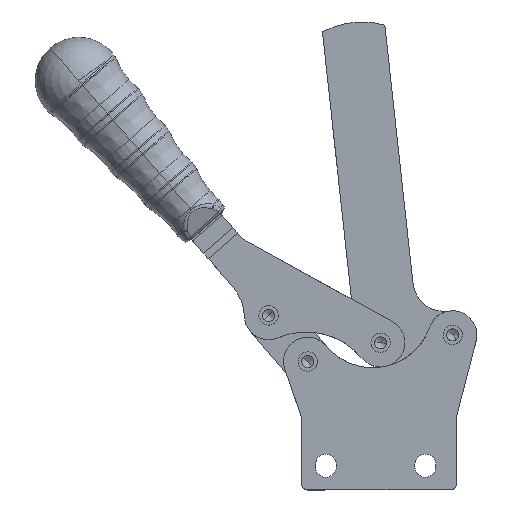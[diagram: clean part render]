
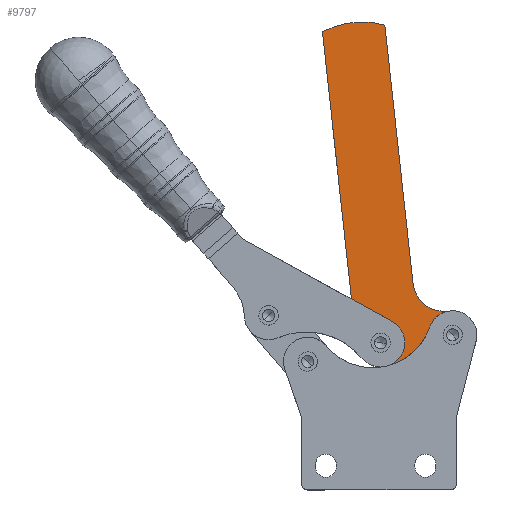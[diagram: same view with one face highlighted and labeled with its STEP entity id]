
A CAD part, top view. The second image highlights one B-rep face of the part: STEP entity #9797.
In plain terms, the highlighted planar face has unit normal (0, 0, 1).
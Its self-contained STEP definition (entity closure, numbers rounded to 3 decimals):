
#9254=CARTESIAN_POINT('',(65.814,51.139,-5.));
#9255=VERTEX_POINT('',#9254);
#9262=CARTESIAN_POINT('',(68.464,69.653,-5.));
#9263=VERTEX_POINT('',#9262);
#9264=CARTESIAN_POINT('',(63.632,60.898,-5.));
#9265=DIRECTION('',(0.,0.,-1.0));
#9266=DIRECTION('',(0.483,0.876,0.));
#9267=AXIS2_PLACEMENT_3D('',#9264,#9265,#9266);
#9268=CIRCLE('',#9267,10.);
#9269=EDGE_CURVE('',#9263,#9255,#9268,.T.);
#9555=CARTESIAN_POINT('',(51.604,78.958,-5.));
#9556=VERTEX_POINT('',#9555);
#9686=CARTESIAN_POINT('',(51.604,78.958,-5.));
#9687=DIRECTION('',(0.876,-0.483,0.));
#9688=VECTOR('',#9687,19.257);
#9689=LINE('',#9686,#9688);
#9690=EDGE_CURVE('',#9556,#9263,#9689,.T.);
#9730=CARTESIAN_POINT('',(76.232,92.953,-5.));
#9731=DIRECTION('',(0.0,0.0,1.0));
#9732=DIRECTION('',(0.994,0.108,0.0));
#9733=AXIS2_PLACEMENT_3D('',#9730,#9731,#9732);
#9734=PLANE('',#9733);
#9735=ORIENTED_EDGE('',*,*,#9690,.T.);
#9736=ORIENTED_EDGE('',*,*,#9269,.T.);
#9737=CARTESIAN_POINT('',(83.999,67.403,-5.));
#9738=VERTEX_POINT('',#9737);
#9739=CARTESIAN_POINT('',(60.359,75.537,-5.));
#9740=DIRECTION('',(0.,0.,1.0));
#9741=DIRECTION('',(-0.769,-0.64,0.));
#9742=AXIS2_PLACEMENT_3D('',#9739,#9740,#9741);
#9743=CIRCLE('',#9742,25.0);
#9744=EDGE_CURVE('',#9255,#9738,#9743,.T.);
#9745=ORIENTED_EDGE('',*,*,#9744,.T.);
#9746=CARTESIAN_POINT('',(92.371,74.091,-5.));
#9747=VERTEX_POINT('',#9746);
#9748=CARTESIAN_POINT('',(93.455,64.15,-5.));
#9749=DIRECTION('',(0.,0.,-1.));
#9750=DIRECTION('',(-0.968,0.25,0.));
#9751=AXIS2_PLACEMENT_3D('',#9748,#9749,#9750);
#9752=CIRCLE('',#9751,10.0);
#9753=EDGE_CURVE('',#9738,#9747,#9752,.T.);
#9754=ORIENTED_EDGE('',*,*,#9753,.T.);
#9755=CARTESIAN_POINT('',(91.377,73.983,-5.));
#9756=VERTEX_POINT('',#9755);
#9757=CARTESIAN_POINT('',(91.377,73.983,-5.));
#9758=DIRECTION('',(0.994,0.108,0.0));
#9759=VECTOR('',#9758,1.);
#9760=LINE('',#9757,#9759);
#9761=EDGE_CURVE('',#9756,#9747,#9760,.T.);
#9762=ORIENTED_EDGE('',*,*,#9761,.F.);
#9763=CARTESIAN_POINT('',(77.045,85.497,-5.));
#9764=VERTEX_POINT('',#9763);
#9765=CARTESIAN_POINT('',(89.968,86.906,-5.));
#9766=DIRECTION('',(0.,0.,1.0));
#9767=DIRECTION('',(-0.994,-0.108,0.));
#9768=AXIS2_PLACEMENT_3D('',#9765,#9766,#9767);
#9769=CIRCLE('',#9768,13.);
#9770=EDGE_CURVE('',#9764,#9756,#9769,.T.);
#9771=ORIENTED_EDGE('',*,*,#9770,.F.);
#9772=CARTESIAN_POINT('',(65.393,192.36,-5.));
#9773=VERTEX_POINT('',#9772);
#9774=CARTESIAN_POINT('',(65.393,192.36,-5.));
#9775=DIRECTION('',(0.108,-0.994,0.));
#9776=VECTOR('',#9775,107.496);
#9777=LINE('',#9774,#9776);
#9778=EDGE_CURVE('',#9773,#9764,#9777,.T.);
#9779=ORIENTED_EDGE('',*,*,#9778,.F.);
#9780=CARTESIAN_POINT('',(39.546,189.542,-5.));
#9781=VERTEX_POINT('',#9780);
#9782=CARTESIAN_POINT('',(55.992,158.646,-5.));
#9783=DIRECTION('',(0.,0.,1.));
#9784=DIRECTION('',(0.269,0.963,0.));
#9785=AXIS2_PLACEMENT_3D('',#9782,#9783,#9784);
#9786=CIRCLE('',#9785,35.0);
#9787=EDGE_CURVE('',#9773,#9781,#9786,.T.);
#9788=ORIENTED_EDGE('',*,*,#9787,.T.);
#9789=CARTESIAN_POINT('',(39.546,189.542,-5.));
#9790=DIRECTION('',(0.108,-0.994,0.));
#9791=VECTOR('',#9790,111.239);
#9792=LINE('',#9789,#9791);
#9793=EDGE_CURVE('',#9781,#9556,#9792,.T.);
#9794=ORIENTED_EDGE('',*,*,#9793,.T.);
#9795=EDGE_LOOP('',(#9735,#9736,#9745,#9754,#9762,#9771,#9779,#9788,#9794));
#9796=FACE_OUTER_BOUND('',#9795,.T.);
#9797=ADVANCED_FACE('',(#9796),#9734,.T.);
